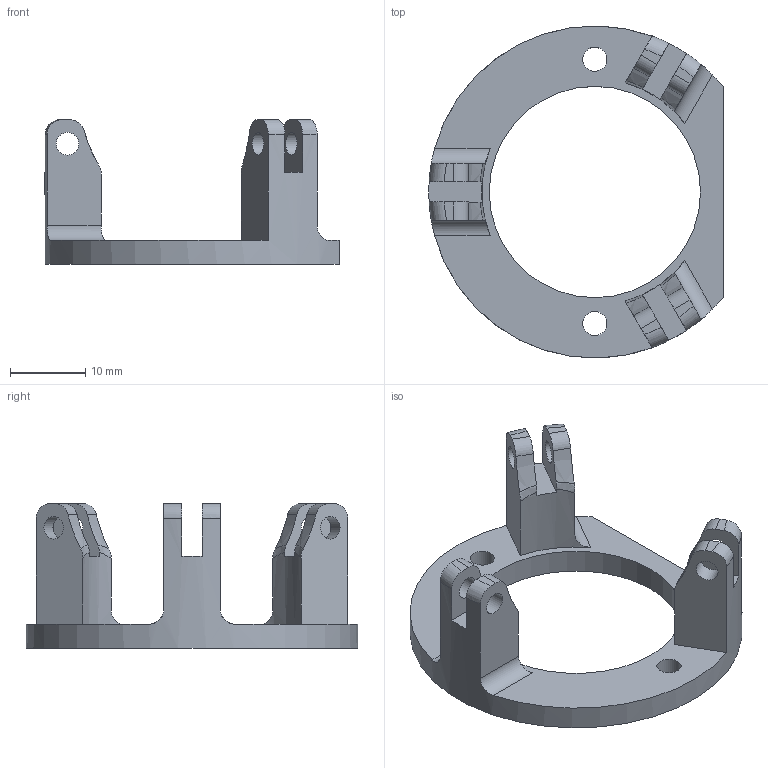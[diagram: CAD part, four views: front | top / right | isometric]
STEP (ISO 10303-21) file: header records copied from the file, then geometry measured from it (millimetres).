
FILE_DESCRIPTION(/* description */ (''),/* implementation_level */ '2;1');
FILE_NAME(/* name */ 'trackball_stand_bottom.step',/* time_stamp */ '2025-08-08T23:30:43+09:00',/* author */ (''),/* organization */ (''),/* preprocessor_version */ 'ST-DEVELOPER v20.1',/* originating_system */ 'Autodesk Translation Framework v14.10.0.0',/* authorisation */ '');
FILE_SCHEMA (('AUTOMOTIVE_DESIGN { 1 0 10303 214 3 1 1 }'));
Length unit declared in the file: millimetre
Products named in the file (1): tb_stand
Bounding box: 39 x 43.99 x 19.2 mm (x, y, z)
Volume: 4456.9 mm3; surface area: 3821.6 mm2
Topology: 1 solids, 1 shells, 65 faces, 189 edges, 126 vertices
Faces by surface type: cylinder 29, plane 24, torus 6, bspline 6
Full cylindrical faces by diameter (mm): 3 x6, 3.2 x2, 28 x1
Entity records: 2933 total; most frequent: CARTESIAN_POINT 1143, ORIENTED_EDGE 378, DIRECTION 357, EDGE_CURVE 189, AXIS2_PLACEMENT_3D 140, VERTEX_POINT 126, EDGE_LOOP 83, LINE 77
